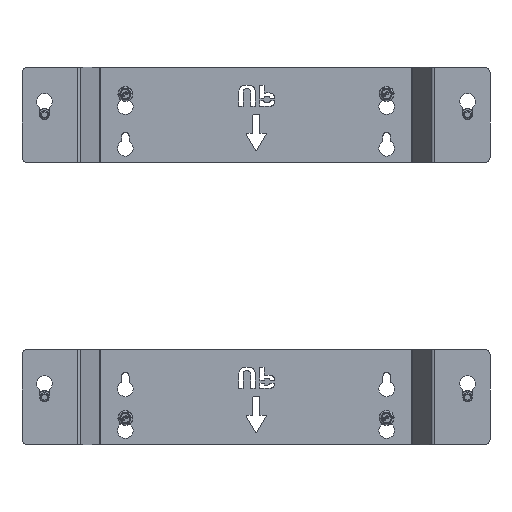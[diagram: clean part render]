
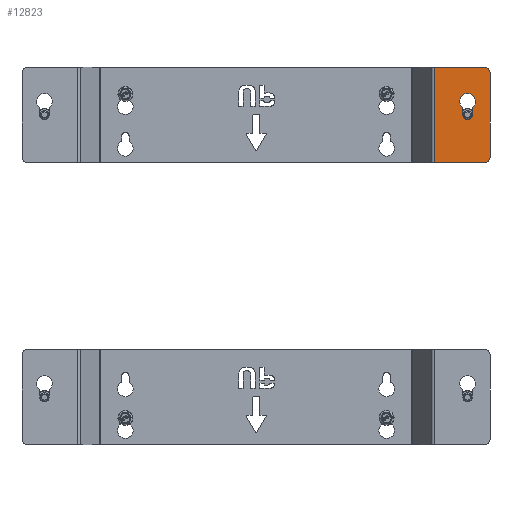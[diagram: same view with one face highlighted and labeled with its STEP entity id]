
A CAD part, front view. The second image highlights one B-rep face of the part: STEP entity #12823.
In plain terms, the highlighted planar face has unit normal (0, -1, 0).
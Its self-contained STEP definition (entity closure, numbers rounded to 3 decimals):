
#17 = VERTEX_POINT ( 'NONE', #6754 ) ;
#69 = CARTESIAN_POINT ( 'NONE',  ( 198., -36., -128.928 ) ) ;
#275 = ORIENTED_EDGE ( 'NONE', *, *, #2359, .F. ) ;
#441 = ORIENTED_EDGE ( 'NONE', *, *, #3530, .F. ) ;
#846 = VERTEX_POINT ( 'NONE', #5965 ) ;
#888 = DIRECTION ( 'NONE',  ( -1., 0., 0. ) ) ;
#937 = DIRECTION ( 'NONE',  ( 1., 0., 0. ) ) ;
#1024 = VERTEX_POINT ( 'NONE', #2772 ) ;
#1029 = CARTESIAN_POINT ( 'NONE',  ( 198., -36., -128.928 ) ) ;
#1106 = AXIS2_PLACEMENT_3D ( 'NONE', #16951, #11509, #12961 ) ;
#1255 = ORIENTED_EDGE ( 'NONE', *, *, #4783, .T. ) ;
#1470 = DIRECTION ( 'NONE',  ( 0., 0., 1. ) ) ;
#1822 = CARTESIAN_POINT ( 'NONE',  ( 196., -36., -128.928 ) ) ;
#1823 = DIRECTION ( 'NONE',  ( -1., 0., 0. ) ) ;
#2162 = ORIENTED_EDGE ( 'NONE', *, *, #2610, .T. ) ;
#2359 = EDGE_CURVE ( 'NONE', #14484, #4292, #7759, .T. ) ;
#2420 = DIRECTION ( 'NONE',  ( 0., -1., 0. ) ) ;
#2514 = CARTESIAN_POINT ( 'NONE',  ( 218.954, -36., -94.5 ) ) ;
#2610 = EDGE_CURVE ( 'NONE', #4927, #13299, #9347, .T. ) ;
#2752 = DIRECTION ( 'NONE',  ( -1., 0., 0. ) ) ;
#2772 = CARTESIAN_POINT ( 'NONE',  ( 170.975, -36., -180.5 ) ) ;
#2798 = CARTESIAN_POINT ( 'NONE',  ( 195., -36., -122. ) ) ;
#3046 = CIRCLE ( 'NONE', #12419, 2. ) ;
#3105 = EDGE_CURVE ( 'NONE', #8365, #11262, #16368, .T. ) ;
#3112 = CARTESIAN_POINT ( 'NONE',  ( 202.5, -36., -135. ) ) ;
#3304 = AXIS2_PLACEMENT_3D ( 'NONE', #16426, #3558, #888 ) ;
#3348 = CIRCLE ( 'NONE', #7488, 4.5 ) ;
#3530 = EDGE_CURVE ( 'NONE', #14684, #6489, #10449, .T. ) ;
#3558 = DIRECTION ( 'NONE',  ( 0., -1., 0. ) ) ;
#3615 = DIRECTION ( 'NONE',  ( 0., 0., -1. ) ) ;
#3660 = EDGE_LOOP ( 'NONE', ( #1255, #275, #8830, #441, #13183, #7707, #16364, #15536 ) ) ;
#3661 = EDGE_CURVE ( 'NONE', #12465, #846, #6634, .T. ) ;
#3849 = EDGE_CURVE ( 'NONE', #1024, #11262, #16506, .T. ) ;
#3884 = DIRECTION ( 'NONE',  ( 0., -1., 0. ) ) ;
#3924 = CIRCLE ( 'NONE', #16285, 2. ) ;
#4007 = ORIENTED_EDGE ( 'NONE', *, *, #3105, .T. ) ;
#4112 = CIRCLE ( 'NONE', #10402, 5. ) ;
#4235 = CARTESIAN_POINT ( 'NONE',  ( 218.954, -36., -175.5 ) ) ;
#4292 = VERTEX_POINT ( 'NONE', #12490 ) ;
#4411 = VECTOR ( 'NONE', #13754, 1000. ) ;
#4783 = EDGE_CURVE ( 'NONE', #10666, #4292, #3348, .T. ) ;
#4927 = VERTEX_POINT ( 'NONE', #13614 ) ;
#5050 = VECTOR ( 'NONE', #13401, 1000. ) ;
#5120 = AXIS2_PLACEMENT_3D ( 'NONE', #15377, #5889, #8820 ) ;
#5245 = AXIS2_PLACEMENT_3D ( 'NONE', #5539, #8208, #12095 ) ;
#5539 = CARTESIAN_POINT ( 'NONE',  ( 202.5, -36., -122. ) ) ;
#5623 = DIRECTION ( 'NONE',  ( 0., 1., 0. ) ) ;
#5772 = DIRECTION ( 'NONE',  ( 0., 1., 0. ) ) ;
#5793 = LINE ( 'NONE', #8135, #5050 ) ;
#5889 = DIRECTION ( 'NONE',  ( 0., -1., 0. ) ) ;
#5965 = CARTESIAN_POINT ( 'NONE',  ( 210., -36., -122. ) ) ;
#6030 = VECTOR ( 'NONE', #1470, 1000. ) ;
#6231 = CARTESIAN_POINT ( 'NONE',  ( 170.975, -36., -89.5 ) ) ;
#6242 = PLANE ( 'NONE',  #1106 ) ;
#6489 = VERTEX_POINT ( 'NONE', #7808 ) ;
#6548 = CARTESIAN_POINT ( 'NONE',  ( -1.443, -36., -180.5 ) ) ;
#6634 = CIRCLE ( 'NONE', #5245, 7.5 ) ;
#6714 = EDGE_CURVE ( 'NONE', #846, #14684, #12552, .T. ) ;
#6754 = CARTESIAN_POINT ( 'NONE',  ( 207., -36., -128.928 ) ) ;
#6883 = CARTESIAN_POINT ( 'NONE',  ( -1.443, -36., -89.5 ) ) ;
#6981 = LINE ( 'NONE', #9538, #6030 ) ;
#7086 = DIRECTION ( 'NONE',  ( 0., 1., 0. ) ) ;
#7488 = AXIS2_PLACEMENT_3D ( 'NONE', #3112, #5623, #1823 ) ;
#7642 = CARTESIAN_POINT ( 'NONE',  ( 223.954, -36., -175.5 ) ) ;
#7707 = ORIENTED_EDGE ( 'NONE', *, *, #3661, .F. ) ;
#7759 = LINE ( 'NONE', #1029, #13487 ) ;
#7769 = VECTOR ( 'NONE', #937, 1000. ) ;
#7808 = CARTESIAN_POINT ( 'NONE',  ( 197.368, -36., -127.47 ) ) ;
#7834 = LINE ( 'NONE', #6548, #7769 ) ;
#8004 = EDGE_CURVE ( 'NONE', #1024, #4927, #7834, .T. ) ;
#8135 = CARTESIAN_POINT ( 'NONE',  ( 223.954, -36., 0. ) ) ;
#8208 = DIRECTION ( 'NONE',  ( 0., -1., 0. ) ) ;
#8365 = VERTEX_POINT ( 'NONE', #12218 ) ;
#8714 = EDGE_CURVE ( 'NONE', #17, #12465, #3924, .T. ) ;
#8815 = DIRECTION ( 'NONE',  ( 0., 0., 1. ) ) ;
#8820 = DIRECTION ( 'NONE',  ( -1., 0., 0. ) ) ;
#8830 = ORIENTED_EDGE ( 'NONE', *, *, #15067, .F. ) ;
#9102 = ORIENTED_EDGE ( 'NONE', *, *, #13919, .T. ) ;
#9113 = VECTOR ( 'NONE', #8815, 1000. ) ;
#9347 = CIRCLE ( 'NONE', #13495, 5. ) ;
#9538 = CARTESIAN_POINT ( 'NONE',  ( 207., -36., -128.928 ) ) ;
#9578 = ORIENTED_EDGE ( 'NONE', *, *, #3849, .F. ) ;
#10042 = EDGE_LOOP ( 'NONE', ( #11224, #9102, #4007, #9578, #15481, #2162 ) ) ;
#10138 = CARTESIAN_POINT ( 'NONE',  ( 223.954, -36., -94.5 ) ) ;
#10207 = CARTESIAN_POINT ( 'NONE',  ( 207., -36., -135. ) ) ;
#10402 = AXIS2_PLACEMENT_3D ( 'NONE', #2514, #2420, #14062 ) ;
#10449 = CIRCLE ( 'NONE', #3304, 7.5 ) ;
#10537 = CARTESIAN_POINT ( 'NONE',  ( 209., -36., -128.928 ) ) ;
#10666 = VERTEX_POINT ( 'NONE', #10207 ) ;
#11021 = DIRECTION ( 'NONE',  ( -1., 0., 0. ) ) ;
#11034 = DIRECTION ( 'NONE',  ( -1., 0., 0. ) ) ;
#11090 = CARTESIAN_POINT ( 'NONE',  ( 207.632, -36., -127.47 ) ) ;
#11220 = EDGE_CURVE ( 'NONE', #13299, #16910, #5793, .T. ) ;
#11224 = ORIENTED_EDGE ( 'NONE', *, *, #11220, .T. ) ;
#11262 = VERTEX_POINT ( 'NONE', #12195 ) ;
#11509 = DIRECTION ( 'NONE',  ( 0., 1., 0. ) ) ;
#12095 = DIRECTION ( 'NONE',  ( -1., 0., 0. ) ) ;
#12195 = CARTESIAN_POINT ( 'NONE',  ( 170.975, -36., -89.5 ) ) ;
#12218 = CARTESIAN_POINT ( 'NONE',  ( 218.954, -36., -89.5 ) ) ;
#12291 = EDGE_CURVE ( 'NONE', #10666, #17, #6981, .T. ) ;
#12419 = AXIS2_PLACEMENT_3D ( 'NONE', #1822, #7086, #11034 ) ;
#12465 = VERTEX_POINT ( 'NONE', #11090 ) ;
#12490 = CARTESIAN_POINT ( 'NONE',  ( 198., -36., -135. ) ) ;
#12552 = CIRCLE ( 'NONE', #5120, 7.5 ) ;
#12823 = ADVANCED_FACE ( 'NONE', ( #13051, #14249 ), #6242, .F. ) ;
#12961 = DIRECTION ( 'NONE',  ( -1., 0., 0. ) ) ;
#13051 = FACE_BOUND ( 'NONE', #3660, .T. ) ;
#13183 = ORIENTED_EDGE ( 'NONE', *, *, #6714, .F. ) ;
#13299 = VERTEX_POINT ( 'NONE', #7642 ) ;
#13401 = DIRECTION ( 'NONE',  ( 0., 0., 1. ) ) ;
#13487 = VECTOR ( 'NONE', #3615, 1000. ) ;
#13495 = AXIS2_PLACEMENT_3D ( 'NONE', #4235, #3884, #2752 ) ;
#13614 = CARTESIAN_POINT ( 'NONE',  ( 218.954, -36., -180.5 ) ) ;
#13754 = DIRECTION ( 'NONE',  ( -1., 0., 0. ) ) ;
#13919 = EDGE_CURVE ( 'NONE', #16910, #8365, #4112, .T. ) ;
#14062 = DIRECTION ( 'NONE',  ( -1., 0., 0. ) ) ;
#14249 = FACE_OUTER_BOUND ( 'NONE', #10042, .T. ) ;
#14484 = VERTEX_POINT ( 'NONE', #69 ) ;
#14684 = VERTEX_POINT ( 'NONE', #2798 ) ;
#15067 = EDGE_CURVE ( 'NONE', #6489, #14484, #3046, .T. ) ;
#15377 = CARTESIAN_POINT ( 'NONE',  ( 202.5, -36., -122. ) ) ;
#15481 = ORIENTED_EDGE ( 'NONE', *, *, #8004, .T. ) ;
#15536 = ORIENTED_EDGE ( 'NONE', *, *, #12291, .F. ) ;
#16285 = AXIS2_PLACEMENT_3D ( 'NONE', #10537, #5772, #11021 ) ;
#16364 = ORIENTED_EDGE ( 'NONE', *, *, #8714, .F. ) ;
#16368 = LINE ( 'NONE', #6883, #4411 ) ;
#16426 = CARTESIAN_POINT ( 'NONE',  ( 202.5, -36., -122. ) ) ;
#16506 = LINE ( 'NONE', #6231, #9113 ) ;
#16910 = VERTEX_POINT ( 'NONE', #10138 ) ;
#16951 = CARTESIAN_POINT ( 'NONE',  ( -1.443, -36., 0. ) ) ;
